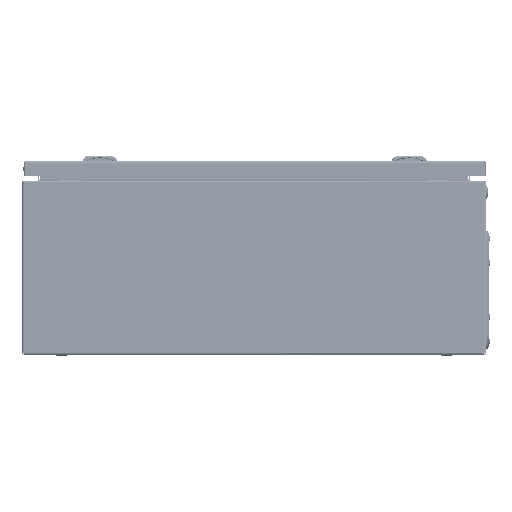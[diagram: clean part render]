
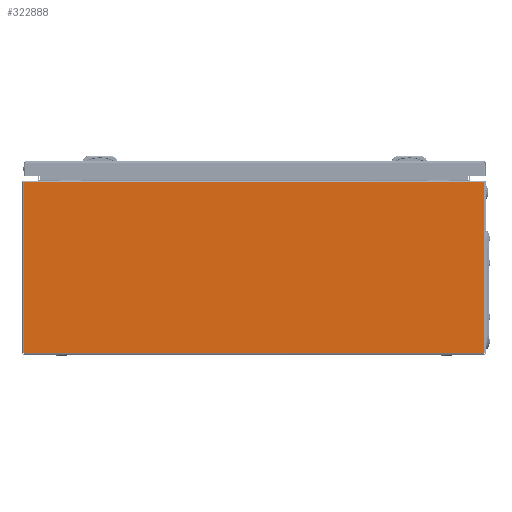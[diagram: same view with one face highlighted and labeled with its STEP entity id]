
A CAD part, left-side view. The second image highlights one B-rep face of the part: STEP entity #322888.
In plain terms, the highlighted planar face has unit normal (-1, 0, 0).
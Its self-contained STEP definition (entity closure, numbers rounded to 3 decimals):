
#5203 = CARTESIAN_POINT ( 'NONE',  ( -1.2, -110.1, 296.95 ) ) ;
#24468 = VECTOR ( 'NONE', #256818, 1000. ) ;
#24978 = VERTEX_POINT ( 'NONE', #203113 ) ;
#28611 = FACE_OUTER_BOUND ( 'NONE', #283727, .T. ) ;
#31292 = DIRECTION ( 'NONE',  ( 0., 0., 1. ) ) ;
#33873 = LINE ( 'NONE', #315892, #24468 ) ;
#41799 = LINE ( 'NONE', #330668, #281545 ) ;
#47414 = LINE ( 'NONE', #280228, #66269 ) ;
#47819 = VERTEX_POINT ( 'NONE', #69790 ) ;
#51310 = VERTEX_POINT ( 'NONE', #185585 ) ;
#57144 = VERTEX_POINT ( 'NONE', #288224 ) ;
#58475 = ORIENTED_EDGE ( 'NONE', *, *, #111056, .T. ) ;
#58561 = ORIENTED_EDGE ( 'NONE', *, *, #327572, .F. ) ;
#64864 = DIRECTION ( 'NONE',  ( 1., 0., 0. ) ) ;
#66269 = VECTOR ( 'NONE', #100208, 1000. ) ;
#69790 = CARTESIAN_POINT ( 'NONE',  ( -1.2, -110.1, 297. ) ) ;
#72563 = VECTOR ( 'NONE', #97814, 1000. ) ;
#72808 = VECTOR ( 'NONE', #271354, 1000. ) ;
#87148 = VERTEX_POINT ( 'NONE', #5203 ) ;
#91373 = CARTESIAN_POINT ( 'NONE',  ( -1.2, 110.1, -297.6 ) ) ;
#95654 = AXIS2_PLACEMENT_3D ( 'NONE', #244835, #64864, #275050 ) ;
#97814 = DIRECTION ( 'NONE',  ( 0., -1., 0. ) ) ;
#100208 = DIRECTION ( 'NONE',  ( 0., 0., 1. ) ) ;
#110390 = EDGE_CURVE ( 'NONE', #47819, #87148, #202629, .T. ) ;
#111056 = EDGE_CURVE ( 'NONE', #357005, #87148, #47414, .T. ) ;
#112715 = ORIENTED_EDGE ( 'NONE', *, *, #126439, .F. ) ;
#121487 = CARTESIAN_POINT ( 'NONE',  ( -1.2, -110.1, -297.55 ) ) ;
#123771 = VERTEX_POINT ( 'NONE', #357869 ) ;
#126439 = EDGE_CURVE ( 'NONE', #357005, #51310, #387848, .T. ) ;
#127108 = EDGE_CURVE ( 'NONE', #24978, #51310, #321909, .T. ) ;
#137232 = ORIENTED_EDGE ( 'NONE', *, *, #110390, .F. ) ;
#140034 = DIRECTION ( 'NONE',  ( 0., 0., -1. ) ) ;
#152353 = LINE ( 'NONE', #158124, #72563 ) ;
#157496 = VECTOR ( 'NONE', #140034, 1000. ) ;
#158124 = CARTESIAN_POINT ( 'NONE',  ( -1.2, 110.1, 297. ) ) ;
#176462 = CARTESIAN_POINT ( 'NONE',  ( -1.2, -110.1, 298.8 ) ) ;
#184235 = PLANE ( 'NONE',  #95654 ) ;
#185585 = CARTESIAN_POINT ( 'NONE',  ( -1.2, -110.1, -297.6 ) ) ;
#202629 = LINE ( 'NONE', #176462, #273200 ) ;
#203113 = CARTESIAN_POINT ( 'NONE',  ( -1.2, 110.1, -297.6 ) ) ;
#206218 = ORIENTED_EDGE ( 'NONE', *, *, #127108, .T. ) ;
#206732 = DIRECTION ( 'NONE',  ( 0., 0., -1. ) ) ;
#232824 = ORIENTED_EDGE ( 'NONE', *, *, #302781, .T. ) ;
#244835 = CARTESIAN_POINT ( 'NONE',  ( -1.2, -110.1, -298.8 ) ) ;
#256818 = DIRECTION ( 'NONE',  ( 0., 0., -1. ) ) ;
#263186 = EDGE_CURVE ( 'NONE', #123771, #47819, #152353, .T. ) ;
#271354 = DIRECTION ( 'NONE',  ( 0., -1., 0. ) ) ;
#273200 = VECTOR ( 'NONE', #206732, 1000. ) ;
#275050 = DIRECTION ( 'NONE',  ( 0., 0., -1. ) ) ;
#280228 = CARTESIAN_POINT ( 'NONE',  ( -1.2, -110.1, -297.55 ) ) ;
#281545 = VECTOR ( 'NONE', #31292, 1000. ) ;
#283727 = EDGE_LOOP ( 'NONE', ( #345702, #232824, #58561, #206218, #112715, #58475, #137232 ) ) ;
#288224 = CARTESIAN_POINT ( 'NONE',  ( -1.2, 110.1, -297.3 ) ) ;
#302781 = EDGE_CURVE ( 'NONE', #123771, #57144, #33873, .T. ) ;
#315892 = CARTESIAN_POINT ( 'NONE',  ( -1.2, 110.1, 297. ) ) ;
#321909 = LINE ( 'NONE', #91373, #72808 ) ;
#322888 = ADVANCED_FACE ( 'NONE', ( #28611 ), #184235, .F. ) ;
#327572 = EDGE_CURVE ( 'NONE', #24978, #57144, #41799, .T. ) ;
#330668 = CARTESIAN_POINT ( 'NONE',  ( -1.2, 110.1, 298.8 ) ) ;
#345702 = ORIENTED_EDGE ( 'NONE', *, *, #263186, .F. ) ;
#350275 = CARTESIAN_POINT ( 'NONE',  ( -1.2, -110.1, 298.8 ) ) ;
#357005 = VERTEX_POINT ( 'NONE', #121487 ) ;
#357869 = CARTESIAN_POINT ( 'NONE',  ( -1.2, 110.1, 297. ) ) ;
#387848 = LINE ( 'NONE', #350275, #157496 ) ;
